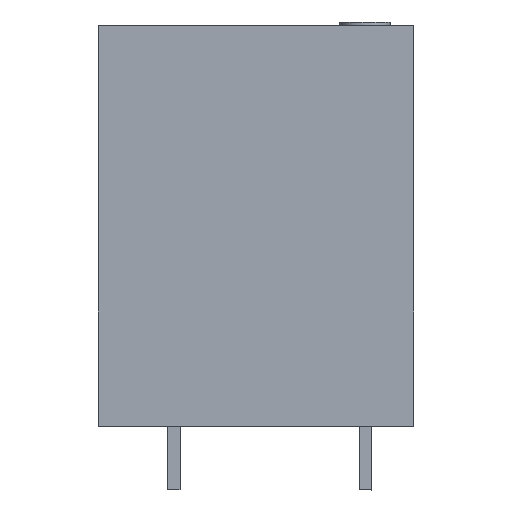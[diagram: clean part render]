
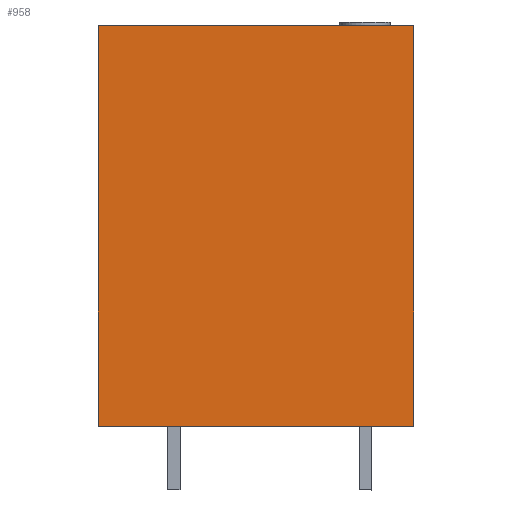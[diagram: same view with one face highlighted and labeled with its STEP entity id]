
A CAD part, left-side view. The second image highlights one B-rep face of the part: STEP entity #958.
In plain terms, the highlighted planar face has unit normal (-1, 0, 0).
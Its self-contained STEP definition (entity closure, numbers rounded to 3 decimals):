
#938=AXIS2_PLACEMENT_3D('Plane Axis2P3D',#935,#936,#937) ;
#97=CARTESIAN_POINT('Vertex',(0.,0.,5.)) ;
#100=CARTESIAN_POINT('Line Origine',(0.,12.35,5.)) ;
#104=CARTESIAN_POINT('Vertex',(0.,24.7,5.)) ;
#443=CARTESIAN_POINT('Line Origine',(0.,0.,20.65)) ;
#447=CARTESIAN_POINT('Vertex',(0.,0.,36.3)) ;
#935=CARTESIAN_POINT('Axis2P3D Location',(0.,24.7,0.)) ;
#940=CARTESIAN_POINT('Line Origine',(0.,24.7,20.65)) ;
#944=CARTESIAN_POINT('Vertex',(0.,24.7,36.3)) ;
#947=CARTESIAN_POINT('Line Origine',(0.,12.35,36.3)) ;
#101=DIRECTION('Vector Direction',(0.,-1.,0.)) ;
#444=DIRECTION('Vector Direction',(0.,0.,1.)) ;
#936=DIRECTION('Axis2P3D Direction',(-1.,0.,0.)) ;
#937=DIRECTION('Axis2P3D XDirection',(0.,-1.,0.)) ;
#941=DIRECTION('Vector Direction',(0.,0.,-1.)) ;
#948=DIRECTION('Vector Direction',(0.,-1.,0.)) ;
#102=VECTOR('Line Direction',#101,1.) ;
#445=VECTOR('Line Direction',#444,1.) ;
#942=VECTOR('Line Direction',#941,1.) ;
#949=VECTOR('Line Direction',#948,1.) ;
#953=ORIENTED_EDGE('',*,*,#946,.T.) ;
#954=ORIENTED_EDGE('',*,*,#106,.T.) ;
#955=ORIENTED_EDGE('',*,*,#449,.T.) ;
#956=ORIENTED_EDGE('',*,*,#951,.T.) ;
#958=ADVANCED_FACE('HOUSING',(#957),#939,.T.) ;
#106=EDGE_CURVE('',#105,#98,#103,.T.) ;
#449=EDGE_CURVE('',#98,#448,#446,.T.) ;
#946=EDGE_CURVE('',#945,#105,#943,.T.) ;
#951=EDGE_CURVE('',#448,#945,#950,.F.) ;
#952=EDGE_LOOP('',(#953,#954,#955,#956)) ;
#957=FACE_OUTER_BOUND('',#952,.T.) ;
#103=LINE('Line',#100,#102) ;
#446=LINE('Line',#443,#445) ;
#943=LINE('Line',#940,#942) ;
#950=LINE('Line',#947,#949) ;
#939=PLANE('',#938) ;
#98=VERTEX_POINT('',#97) ;
#105=VERTEX_POINT('',#104) ;
#448=VERTEX_POINT('',#447) ;
#945=VERTEX_POINT('',#944) ;
